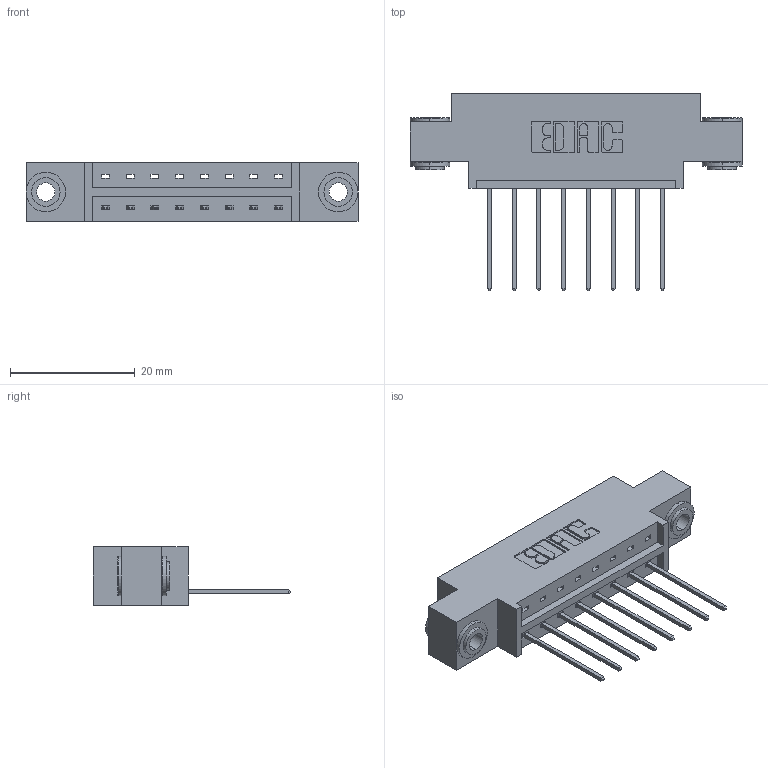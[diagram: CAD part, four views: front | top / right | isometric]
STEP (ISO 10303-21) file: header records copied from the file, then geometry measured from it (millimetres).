
FILE_DESCRIPTION (( 'STEP AP203' ), '1' );
FILE_NAME ('833-008-542-603.STEP', '2020-05-30T16:22:13', ( '' ), ( '' ), 'SwSTEP 2.0', 'SolidWorks 2020', '' );
FILE_SCHEMA (( 'CONFIG_CONTROL_DESIGN' ));
Length unit declared in the file: inch
Products named in the file (4): 345-250-002_345-250-002-102; 345-292-001_345-293-142; 833 Part_Offset - .156 Dia - TH; 833-008-542-603
Assembly tree (11 placements, depth 2):
  833-008-542-603
    833 Part_Offset - .156 Dia - TH
    345-292-001_345-293-142  x8
    345-250-002_345-250-002-102  x2
Bounding box: 53.24 x 31.63 x 9.4 mm (x, y, z)
Volume: 4874.3 mm3; surface area: 5594.1 mm2
Topology: 11 solids, 11 shells, 620 faces, 1807 edges, 1190 vertices
Faces by surface type: plane 420, cylinder 192, cone 8
Entity records: 10088 total; most frequent: CARTESIAN_POINT 1725, ORIENTED_EDGE 1662, DIRECTION 1557, EDGE_CURVE 831, LINE 679, VECTOR 679, VERTEX_POINT 550, AXIS2_PLACEMENT_3D 439
